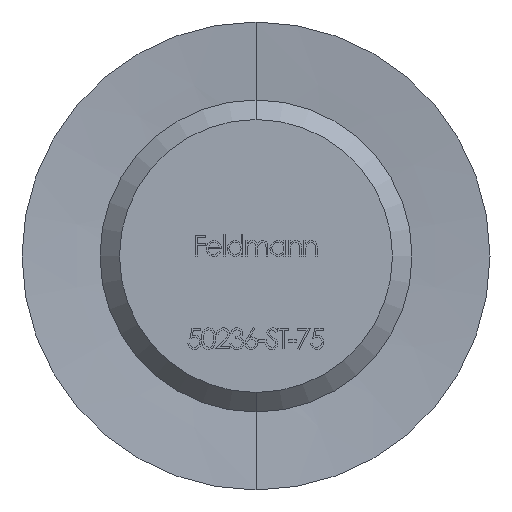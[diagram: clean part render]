
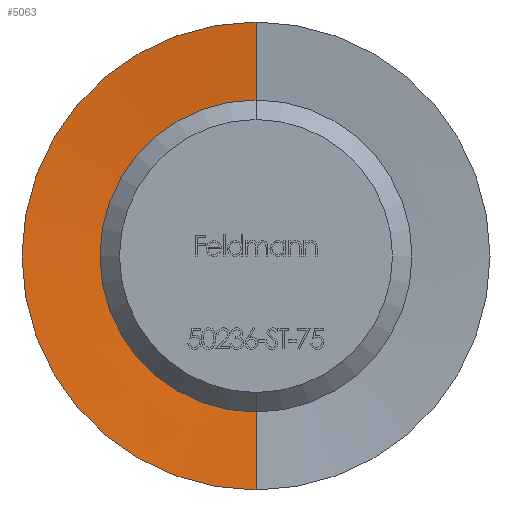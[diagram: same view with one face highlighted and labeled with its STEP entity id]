
A CAD part, front view. The second image highlights one B-rep face of the part: STEP entity #5063.
In plain terms, the highlighted conical face has half-angle 85 degrees and reference radius 3.32 mm.
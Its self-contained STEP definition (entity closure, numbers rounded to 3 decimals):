
#710 = VERTEX_POINT ( 'NONE', #1935 ) ;
#1329 = VERTEX_POINT ( 'NONE', #5196 ) ;
#1825 = ORIENTED_EDGE ( 'NONE', *, *, #2083, .F. ) ;
#1935 = CARTESIAN_POINT ( 'NONE',  ( 0., 0., -6. ) ) ;
#2083 = EDGE_CURVE ( 'NONE', #10480, #710, #13510, .T. ) ;
#2087 = LINE ( 'NONE', #11861, #9083 ) ;
#2781 = EDGE_CURVE ( 'NONE', #8190, #710, #3530, .T. ) ;
#2811 = DIRECTION ( 'NONE',  ( 0., 0., -1. ) ) ;
#3530 = CIRCLE ( 'NONE', #6398, 6. ) ;
#3645 = DIRECTION ( 'NONE',  ( 0., -1., 0. ) ) ;
#3909 = DIRECTION ( 'NONE',  ( 0., 0., -1. ) ) ;
#4302 = ORIENTED_EDGE ( 'NONE', *, *, #13463, .T. ) ;
#4489 = VECTOR ( 'NONE', #9361, 1000. ) ;
#4742 = DIRECTION ( 'NONE',  ( 0., 0., -1. ) ) ;
#5063 = ADVANCED_FACE ( 'NONE', ( #13363 ), #8651, .F. ) ;
#5196 = CARTESIAN_POINT ( 'NONE',  ( 0., 0.234, 3.32 ) ) ;
#5695 = CARTESIAN_POINT ( 'NONE',  ( 0., 0.234, 0. ) ) ;
#6398 = AXIS2_PLACEMENT_3D ( 'NONE', #8255, #9348, #2811 ) ;
#6568 = CARTESIAN_POINT ( 'NONE',  ( 0., 0., 6. ) ) ;
#7080 = ORIENTED_EDGE ( 'NONE', *, *, #12301, .F. ) ;
#7446 = CARTESIAN_POINT ( 'NONE',  ( 0., 0.234, -3.32 ) ) ;
#7724 = AXIS2_PLACEMENT_3D ( 'NONE', #5695, #3645, #4742 ) ;
#8190 = VERTEX_POINT ( 'NONE', #6568 ) ;
#8255 = CARTESIAN_POINT ( 'NONE',  ( 0., 0., 0. ) ) ;
#8651 = CONICAL_SURFACE ( 'NONE', #10601, 3.32, 1.484 ) ;
#9083 = VECTOR ( 'NONE', #10909, 1000. ) ;
#9348 = DIRECTION ( 'NONE',  ( 0., -1., 0. ) ) ;
#9361 = DIRECTION ( 'NONE',  ( 0., -0.087, -0.996 ) ) ;
#10423 = CARTESIAN_POINT ( 'NONE',  ( 0., 0.234, 0. ) ) ;
#10480 = VERTEX_POINT ( 'NONE', #7446 ) ;
#10601 = AXIS2_PLACEMENT_3D ( 'NONE', #10423, #12589, #3909 ) ;
#10772 = ORIENTED_EDGE ( 'NONE', *, *, #2781, .T. ) ;
#10909 = DIRECTION ( 'NONE',  ( 0., -0.087, 0.996 ) ) ;
#11861 = CARTESIAN_POINT ( 'NONE',  ( 0., 0.234, 3.32 ) ) ;
#12301 = EDGE_CURVE ( 'NONE', #1329, #10480, #13851, .T. ) ;
#12589 = DIRECTION ( 'NONE',  ( 0., -1., 0. ) ) ;
#13363 = FACE_OUTER_BOUND ( 'NONE', #13646, .T. ) ;
#13463 = EDGE_CURVE ( 'NONE', #1329, #8190, #2087, .T. ) ;
#13510 = LINE ( 'NONE', #13651, #4489 ) ;
#13646 = EDGE_LOOP ( 'NONE', ( #7080, #4302, #10772, #1825 ) ) ;
#13651 = CARTESIAN_POINT ( 'NONE',  ( 0., 0.234, -3.32 ) ) ;
#13851 = CIRCLE ( 'NONE', #7724, 3.32 ) ;
